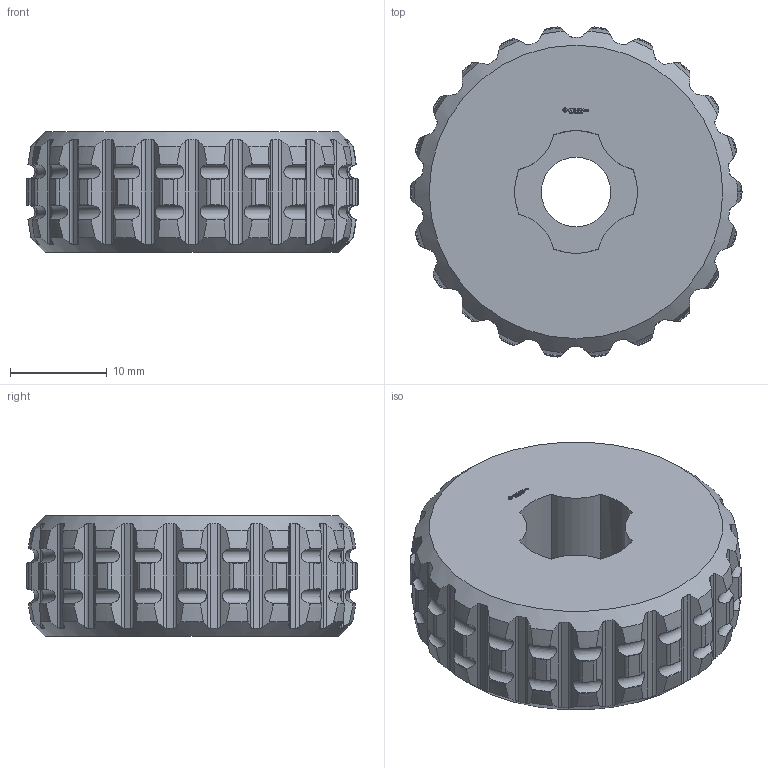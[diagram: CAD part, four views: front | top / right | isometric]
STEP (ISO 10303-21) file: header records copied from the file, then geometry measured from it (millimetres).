
FILE_DESCRIPTION(('FreeCAD Model'),'2;1');
FILE_NAME('Open CASCADE Shape Model','2023-12-20T18:50:43',(''),(''), 'Open CASCADE STEP processor 7.6','FreeCAD','Unknown');
FILE_SCHEMA(('AUTOMOTIVE_DESIGN { 1 0 10303 214 1 1 1 1 }'));
Length unit declared in the file: millimetre
Products named in the file (1): Wheel GND TTRD PLN BU02.75x01.00 - SPN-WHL-0004 (stemfie.org)
Bounding box: 34.37 x 34.17 x 12.5 mm (x, y, z)
Volume: 9313.5 mm3; surface area: 3520.9 mm2
Topology: 1 solids, 1 shells, 912 faces, 2598 edges, 1728 vertices
Faces by surface type: plane 389, cylinder 212, extrusion 118, cone 101, revolution 46, torus 46
Full cylindrical faces by diameter (mm): 2 x4, 7.2 x1
Entity records: 90561 total; most frequent: CARTESIAN_POINT 36744, DIRECTION 7204, ORIENTED_EDGE 5196, PCURVE 5196, DEFINITIONAL_REPRESENTATION 5196, VECTOR 4616, LINE 4498, B_SPLINE_CURVE_WITH_KNOTS 2852
